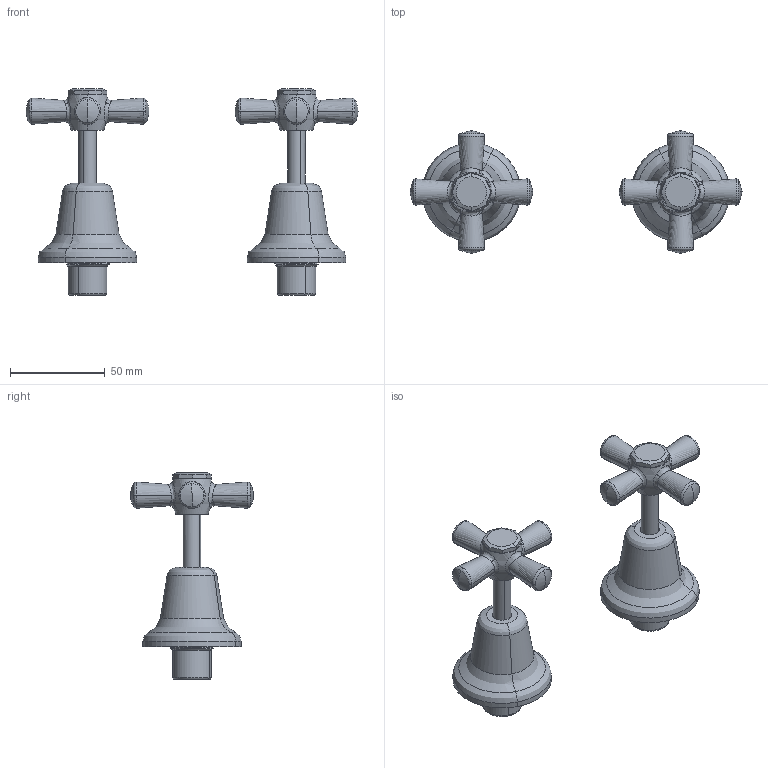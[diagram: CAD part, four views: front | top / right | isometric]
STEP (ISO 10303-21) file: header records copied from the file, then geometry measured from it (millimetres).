
FILE_DESCRIPTION(/* description */ (''),/* implementation_level */ '2;1');
FILE_NAME(/* name */ 'STEP - 27211, 27888',/* time_stamp */ '2025-05-21T10:05:36+10:00',/* author */ (''),/* organization */ (''),/* preprocessor_version */ 'ST-DEVELOPER v16.5',/* originating_system */ 'Rhino 7.37',/* authorisation */ '');
FILE_SCHEMA (('AUTOMOTIVE_DESIGN'));
Length unit declared in the file: millimetre
Products named in the file (7): Document; 27888; 8701-110; 75506; 75534; fh0022; 8633-28
Assembly tree (11 placements, depth 3):
  Document
    27888
      8701-110  x2
      75506  x2
      75534  x2
      fh0022  x2
      8633-28  x2
Bounding box: 175.51 x 65 x 109.1 mm (x, y, z)
Volume: 94187.7 mm3; surface area: 52619.2 mm2
Topology: 10 solids, 10 shells, 648 faces, 1710 edges, 1106 vertices
Faces by surface type: bspline 296, cylinder 258, plane 94
Entity records: 39938 total; most frequent: CARTESIAN_POINT 34665, ORIENTED_EDGE 1710, EDGE_CURVE 855, VERTEX_POINT 553, B_SPLINE_CURVE_WITH_KNOTS 383, EDGE_LOOP 342, ADVANCED_FACE 324, FACE_OUTER_BOUND 324
